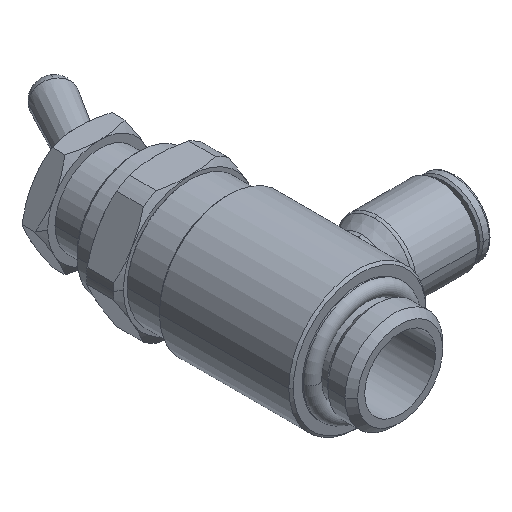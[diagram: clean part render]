
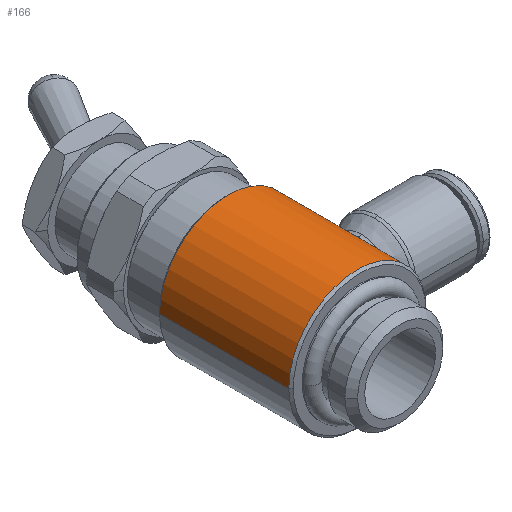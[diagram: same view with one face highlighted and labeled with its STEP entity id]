
A CAD part, isometric view. The second image highlights one B-rep face of the part: STEP entity #166.
In plain terms, the highlighted cylindrical face has radius 9.25 mm (diameter 18.5 mm), a partial arc.
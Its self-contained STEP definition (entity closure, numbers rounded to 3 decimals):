
#166=ADVANCED_FACE('',(#421),#422,.T.);
#421=FACE_OUTER_BOUND('',#726,.T.);
#422=CYLINDRICAL_SURFACE('',#727,9.25);
#726=EDGE_LOOP('',(#1600,#1601,#1602,#1603,#1604,#1605,#1606,#1607));
#727=AXIS2_PLACEMENT_3D('',#1608,#1609,#1610);
#1600=ORIENTED_EDGE('',*,*,#1970,.T.);
#1601=ORIENTED_EDGE('',*,*,#2017,.T.);
#1602=ORIENTED_EDGE('',*,*,#2120,.T.);
#1603=ORIENTED_EDGE('',*,*,#2118,.T.);
#1604=ORIENTED_EDGE('',*,*,#1973,.T.);
#1605=ORIENTED_EDGE('',*,*,#2183,.F.);
#1606=ORIENTED_EDGE('',*,*,#1972,.T.);
#1607=ORIENTED_EDGE('',*,*,#2181,.T.);
#1608=CARTESIAN_POINT('',(0.0,14.45,0.0));
#1609=DIRECTION('',(-0.0,1.0,0.0));
#1610=DIRECTION('',(1.0,0.0,0.0));
#1970=EDGE_CURVE('',#2343,#2344,#2345,.T.);
#1972=EDGE_CURVE('',#2338,#2346,#2348,.T.);
#1973=EDGE_CURVE('',#2349,#2335,#2350,.T.);
#2017=EDGE_CURVE('',#2344,#2427,#2429,.T.);
#2118=EDGE_CURVE('',#2589,#2349,#2590,.T.);
#2120=EDGE_CURVE('',#2427,#2589,#2592,.T.);
#2181=EDGE_CURVE('',#2346,#2343,#2683,.T.);
#2183=EDGE_CURVE('',#2338,#2335,#2685,.T.);
#2335=VERTEX_POINT('',#2932);
#2338=VERTEX_POINT('',#2936);
#2343=VERTEX_POINT('',#2942);
#2344=VERTEX_POINT('',#2943);
#2345=LINE('',#2944,#2945);
#2346=VERTEX_POINT('',#2946);
#2348=LINE('',#2948,#2949);
#2349=VERTEX_POINT('',#2950);
#2350=LINE('',#2951,#2952);
#2427=VERTEX_POINT('',#3139);
#2429=B_SPLINE_CURVE_WITH_KNOTS('',3,(#3141,#3142,#3143,#3144,#3145,#3146,#3147,#3148,#3149,#3150,#3151,#3152,#3153,#3154),.UNSPECIFIED.,.F.,.F.,(4,2,2,2,2,2,4),(0.0,1.159,1.651,2.019,2.434,3.206,3.816),.UNSPECIFIED.);
#2589=VERTEX_POINT('',#3530);
#2590=B_SPLINE_CURVE_WITH_KNOTS('',3,(#3531,#3532,#3533,#3534,#3535,#3536,#3537,#3538,#3539,#3540,#3541,#3542,#3543,#3544),.UNSPECIFIED.,.F.,.F.,(4,2,2,2,2,2,4),(0.0,1.159,1.651,2.019,2.434,3.206,3.816),.UNSPECIFIED.);
#2592=B_SPLINE_CURVE_WITH_KNOTS('',3,(#3546,#3547,#3548,#3549,#3550,#3551,#3552,#3553,#3554,#3555,#3556,#3557,#3558,#3559,#3560,#3561,#3562,#3563,#3564,#3565,#3566,#3567,#3568,#3569,#3570,#3571),.UNSPECIFIED.,.F.,.F.,(4,2,2,2,2,2,2,2,2,2,2,2,4),(7.751,8.526,9.301,10.077,10.853,11.628,12.404,13.18,13.956,14.732,15.508,16.282,17.057),.UNSPECIFIED.);
#2683=CIRCLE('',#3892,9.25);
#2685=CIRCLE('',#3894,9.25);
#2932=CARTESIAN_POINT('',(9.25,23.15,0.0));
#2936=CARTESIAN_POINT('',(-9.25,23.15,0.));
#2942=CARTESIAN_POINT('',(9.25,5.75,0.0));
#2943=CARTESIAN_POINT('',(9.25,10.625,0.));
#2944=CARTESIAN_POINT('',(9.25,14.45,0.));
#2945=VECTOR('',#4386,1.0);
#2946=CARTESIAN_POINT('',(-9.25,5.75,0.));
#2948=CARTESIAN_POINT('',(-9.25,14.45,0.));
#2949=VECTOR('',#4390,1.0);
#2950=CARTESIAN_POINT('',(9.25,18.775,0.));
#2951=CARTESIAN_POINT('',(9.25,14.45,0.));
#2952=VECTOR('',#4391,1.0);
#3139=CARTESIAN_POINT('',(9.069,11.077,1.82));
#3141=CARTESIAN_POINT('',(9.069,11.077,-1.82));
#3142=CARTESIAN_POINT('',(9.137,10.906,-1.48));
#3143=CARTESIAN_POINT('',(9.19,10.775,-1.12));
#3144=CARTESIAN_POINT('',(9.233,10.667,-0.583));
#3145=CARTESIAN_POINT('',(9.242,10.645,-0.421));
#3146=CARTESIAN_POINT('',(9.25,10.625,-0.135));
#3147=CARTESIAN_POINT('',(9.251,10.623,-0.013));
#3148=CARTESIAN_POINT('',(9.248,10.631,0.248));
#3149=CARTESIAN_POINT('',(9.243,10.642,0.385));
#3150=CARTESIAN_POINT('',(9.221,10.698,0.776));
#3151=CARTESIAN_POINT('',(9.196,10.759,1.025));
#3152=CARTESIAN_POINT('',(9.137,10.908,1.456));
#3153=CARTESIAN_POINT('',(9.105,10.987,1.641));
#3154=CARTESIAN_POINT('',(9.069,11.077,1.82));
#3530=CARTESIAN_POINT('',(9.069,18.323,1.82));
#3531=CARTESIAN_POINT('',(9.069,18.323,1.82));
#3532=CARTESIAN_POINT('',(9.137,18.494,1.48));
#3533=CARTESIAN_POINT('',(9.19,18.625,1.12));
#3534=CARTESIAN_POINT('',(9.233,18.733,0.583));
#3535=CARTESIAN_POINT('',(9.242,18.755,0.421));
#3536=CARTESIAN_POINT('',(9.25,18.775,0.135));
#3537=CARTESIAN_POINT('',(9.251,18.777,0.013));
#3538=CARTESIAN_POINT('',(9.248,18.769,-0.248));
#3539=CARTESIAN_POINT('',(9.243,18.758,-0.385));
#3540=CARTESIAN_POINT('',(9.221,18.702,-0.776));
#3541=CARTESIAN_POINT('',(9.196,18.641,-1.025));
#3542=CARTESIAN_POINT('',(9.137,18.492,-1.456));
#3543=CARTESIAN_POINT('',(9.105,18.413,-1.641));
#3544=CARTESIAN_POINT('',(9.069,18.323,-1.82));
#3546=CARTESIAN_POINT('',(9.117,10.958,1.561));
#3547=CARTESIAN_POINT('',(9.075,11.062,1.811));
#3548=CARTESIAN_POINT('',(9.023,11.191,2.049));
#3549=CARTESIAN_POINT('',(8.912,11.487,2.488));
#3550=CARTESIAN_POINT('',(8.852,11.655,2.689));
#3551=CARTESIAN_POINT('',(8.736,12.011,3.045));
#3552=CARTESIAN_POINT('',(8.676,12.212,3.213));
#3553=CARTESIAN_POINT('',(8.56,12.652,3.509));
#3554=CARTESIAN_POINT('',(8.505,12.89,3.638));
#3555=CARTESIAN_POINT('',(8.413,13.388,3.846));
#3556=CARTESIAN_POINT('',(8.376,13.648,3.925));
#3557=CARTESIAN_POINT('',(8.326,14.175,4.03));
#3558=CARTESIAN_POINT('',(8.314,14.441,4.055));
#3559=CARTESIAN_POINT('',(8.314,14.959,4.055));
#3560=CARTESIAN_POINT('',(8.326,15.225,4.03));
#3561=CARTESIAN_POINT('',(8.376,15.752,3.925));
#3562=CARTESIAN_POINT('',(8.413,16.012,3.846));
#3563=CARTESIAN_POINT('',(8.505,16.51,3.638));
#3564=CARTESIAN_POINT('',(8.56,16.748,3.509));
#3565=CARTESIAN_POINT('',(8.676,17.188,3.213));
#3566=CARTESIAN_POINT('',(8.736,17.389,3.045));
#3567=CARTESIAN_POINT('',(8.852,17.745,2.689));
#3568=CARTESIAN_POINT('',(8.912,17.913,2.488));
#3569=CARTESIAN_POINT('',(9.023,18.209,2.049));
#3570=CARTESIAN_POINT('',(9.075,18.338,1.811));
#3571=CARTESIAN_POINT('',(9.117,18.442,1.561));
#3892=AXIS2_PLACEMENT_3D('',#4801,#4802,#4803);
#3894=AXIS2_PLACEMENT_3D('',#4807,#4808,#4809);
#4386=DIRECTION('',(0.0,1.0,0.0));
#4390=DIRECTION('',(-0.0,-1.0,-0.0));
#4391=DIRECTION('',(0.0,1.0,0.0));
#4801=CARTESIAN_POINT('',(0.0,5.75,0.0));
#4802=DIRECTION('',(-0.0,1.0,0.0));
#4803=DIRECTION('',(1.0,0.0,0.0));
#4807=CARTESIAN_POINT('',(0.0,23.15,0.0));
#4808=DIRECTION('',(-0.0,1.0,0.0));
#4809=DIRECTION('',(1.0,0.0,0.0));
